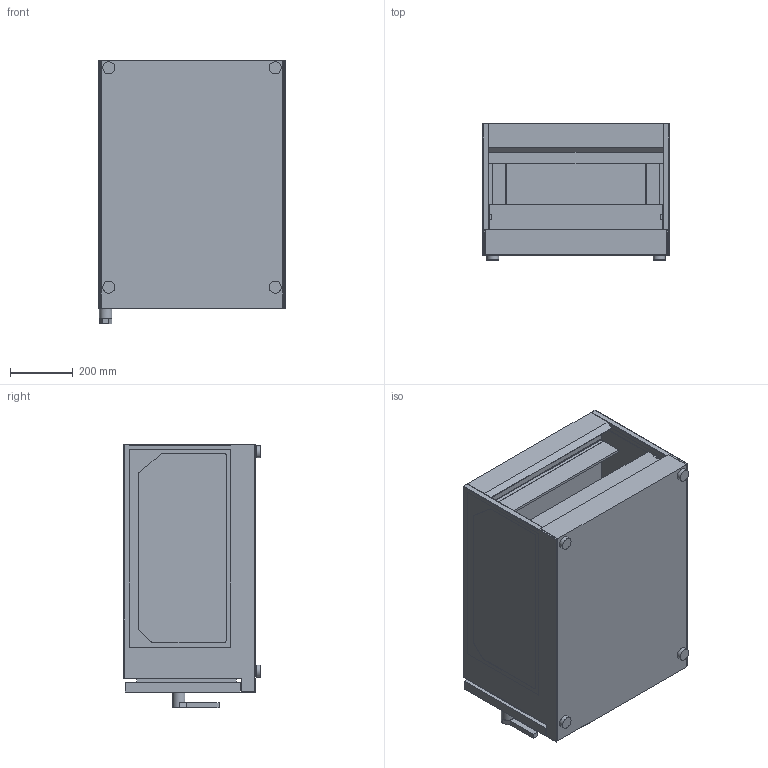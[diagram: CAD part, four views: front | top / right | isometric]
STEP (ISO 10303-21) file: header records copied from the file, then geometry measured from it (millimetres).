
FILE_DESCRIPTION(/* description */ ('vereinfachtes Modell'),/* implementation_level */ '2;1');
FILE_NAME(/* name */ '3D-AKE-00059557.stp',/* time_stamp */ '2024-09-18T08:04:37+02:00',/* author */ ('marina.schachner'),/* organization */ (''),/* preprocessor_version */ 'ST-DEVELOPER v20',/* originating_system */ 'Autodesk Inventor 2024',/* authorisation */ '');
FILE_SCHEMA (('AUTOMOTIVE_DESIGN { 1 0 10303 214 3 1 1 }'));
Length unit declared in the file: millimetre
Products named in the file (1): 3D-AKE-00059557
Bounding box: 596 x 436 x 842 mm (x, y, z)
Volume: 76582228.4 mm3; surface area: 7162897.8 mm2
Topology: 31 solids, 31 shells, 395 faces, 984 edges, 653 vertices
Faces by surface type: plane 342, cylinder 53
Full cylindrical faces by diameter (mm): 15 x4, 38.5 x4, 40 x1
Entity records: 11686 total; most frequent: CARTESIAN_POINT 2033, ORIENTED_EDGE 1968, DIRECTION 1891, EDGE_CURVE 984, LINE 869, VECTOR 869, VERTEX_POINT 653, AXIS2_PLACEMENT_3D 511
